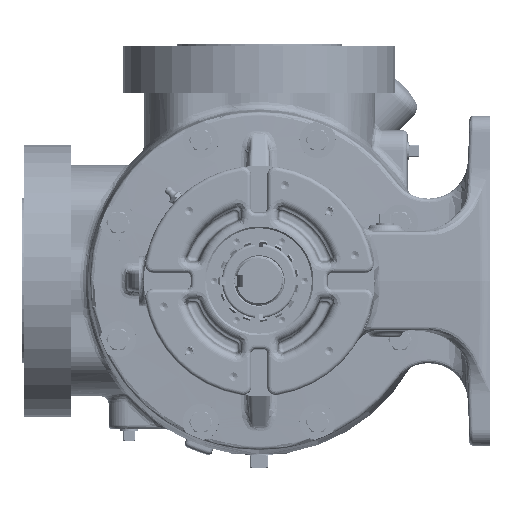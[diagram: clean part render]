
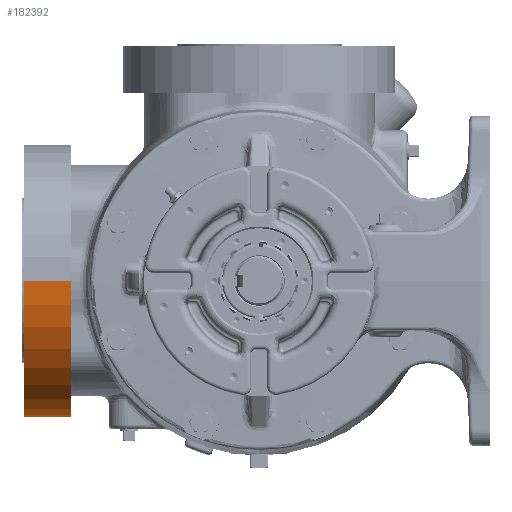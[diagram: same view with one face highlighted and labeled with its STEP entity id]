
A CAD part, left-side view. The second image highlights one B-rep face of the part: STEP entity #182392.
In plain terms, the highlighted cylindrical face has radius 104.775 mm (diameter 209.55 mm), a partial arc.
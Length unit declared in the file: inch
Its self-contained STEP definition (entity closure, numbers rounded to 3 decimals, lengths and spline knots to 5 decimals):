
#592 = EDGE_LOOP ( 'NONE', ( #246850, #86710, #113311, #282748 ) ) ;
#5728 = CARTESIAN_POINT ( 'NONE',  ( 4.513, 4.88156, 0. ) ) ;
#37876 = CIRCLE ( 'NONE', #282024, 4.125 ) ;
#50193 = EDGE_CURVE ( 'NONE', #351352, #218646, #37876, .T. ) ;
#59569 = DIRECTION ( 'NONE',  ( 0., -1., 0. ) ) ;
#65281 = LINE ( 'NONE', #228920, #157154 ) ;
#86710 = ORIENTED_EDGE ( 'NONE', *, *, #329842, .T. ) ;
#89428 = FACE_OUTER_BOUND ( 'NONE', #592, .T. ) ;
#104514 = VERTEX_POINT ( 'NONE', #230826 ) ;
#113311 = ORIENTED_EDGE ( 'NONE', *, *, #116657, .F. ) ;
#114506 = DIRECTION ( 'NONE',  ( 0., -1., 0. ) ) ;
#116560 = AXIS2_PLACEMENT_3D ( 'NONE', #137428, #114506, #222884 ) ;
#116657 = EDGE_CURVE ( 'NONE', #209370, #104514, #269742, .T. ) ;
#132515 = LINE ( 'NONE', #273005, #198703 ) ;
#137428 = CARTESIAN_POINT ( 'NONE',  ( 4.513, 5.6875, 0. ) ) ;
#140669 = CARTESIAN_POINT ( 'NONE',  ( 4.513, 7.1275, 0. ) ) ;
#140877 = CYLINDRICAL_SURFACE ( 'NONE', #150178, 4.125 ) ;
#144405 = DIRECTION ( 'NONE',  ( 0., -1., 0. ) ) ;
#150178 = AXIS2_PLACEMENT_3D ( 'NONE', #5728, #144405, #252881 ) ;
#157154 = VECTOR ( 'NONE', #171992, 39.37008 ) ;
#171992 = DIRECTION ( 'NONE',  ( 0., -1., 0. ) ) ;
#182392 = ADVANCED_FACE ( 'NONE', ( #89428 ), #140877, .T. ) ;
#198703 = VECTOR ( 'NONE', #59569, 39.37008 ) ;
#205168 = EDGE_CURVE ( 'NONE', #351352, #209370, #132515, .T. ) ;
#209370 = VERTEX_POINT ( 'NONE', #229692 ) ;
#218646 = VERTEX_POINT ( 'NONE', #246287 ) ;
#222884 = DIRECTION ( 'NONE',  ( -1., 0., 0. ) ) ;
#228920 = CARTESIAN_POINT ( 'NONE',  ( 8.638, 4.88156, 0. ) ) ;
#229692 = CARTESIAN_POINT ( 'NONE',  ( 0.388, 5.6875, 0. ) ) ;
#230826 = CARTESIAN_POINT ( 'NONE',  ( 8.638, 5.6875, 0. ) ) ;
#246287 = CARTESIAN_POINT ( 'NONE',  ( 8.638, 7.1275, 0. ) ) ;
#246850 = ORIENTED_EDGE ( 'NONE', *, *, #50193, .T. ) ;
#247398 = DIRECTION ( 'NONE',  ( 0., -1., 0. ) ) ;
#252881 = DIRECTION ( 'NONE',  ( -1., 0., 0. ) ) ;
#269742 = CIRCLE ( 'NONE', #116560, 4.125 ) ;
#273005 = CARTESIAN_POINT ( 'NONE',  ( 0.388, 4.88156, 0. ) ) ;
#278423 = CARTESIAN_POINT ( 'NONE',  ( 0.388, 7.1275, 0. ) ) ;
#282024 = AXIS2_PLACEMENT_3D ( 'NONE', #140669, #247398, #330846 ) ;
#282748 = ORIENTED_EDGE ( 'NONE', *, *, #205168, .F. ) ;
#329842 = EDGE_CURVE ( 'NONE', #218646, #104514, #65281, .T. ) ;
#330846 = DIRECTION ( 'NONE',  ( -1., 0., 0. ) ) ;
#351352 = VERTEX_POINT ( 'NONE', #278423 ) ;
